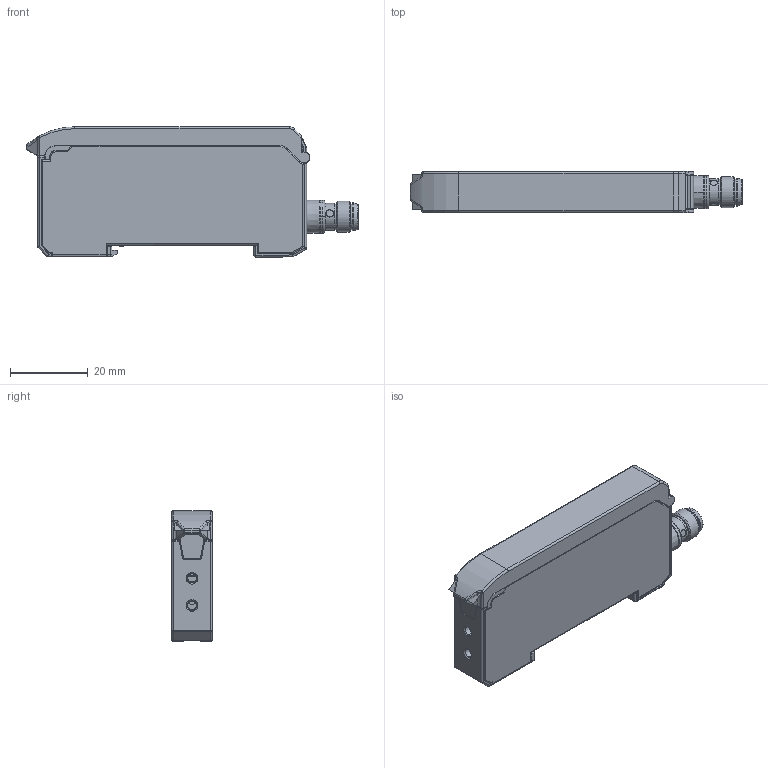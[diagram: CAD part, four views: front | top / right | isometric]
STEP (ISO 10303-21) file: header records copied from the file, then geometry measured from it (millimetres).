
FILE_DESCRIPTION(/* description */ (''),/* implementation_level */ '2;1');
FILE_NAME(/* name */ 'OLK71-XX-T4.stp',/* time_stamp */ '2021-10-06T15:32:27+02:00',/* author */ ('cf'),/* organization */ ('di-soric GmbH & Co. KG'),/* preprocessor_version */ 'ST-DEVELOPER v18.1',/* originating_system */ 'Autodesk Inventor 2021',/* authorisation */ '');
FILE_SCHEMA (('AUTOMOTIVE_DESIGN { 1 0 10303 214 3 1 1 }'));
Products named in the file (1): OLK71-XX-T4
Bounding box: 85.2 x 10.58 x 33.48 mm (x, y, z)
Volume: 360.3 mm3; surface area: 20295.7 mm2
Topology: 1 solids, 2054 shells, 2152 faces, 10799 edges, 10712 vertices
Faces by surface type: plane 1602, cylinder 377, cone 57, bspline 51, torus 42, sphere 23
Full cylindrical faces by diameter (mm): 0.8 x4, 1 x8, 2 x2, 5.7 x1, 5.8 x3, 5.81 x1, 5.811 x1, 6.4 x1, 6.6 x2, 6.9 x1, 7.2 x1, 8 x1
Entity records: 122236 total; most frequent: CARTESIAN_POINT 30444, DIRECTION 16370, ORIENTED_EDGE 11006, EDGE_CURVE 10791, VERTEX_POINT 10712, LINE 8872, VECTOR 8872, AXIS2_PLACEMENT_3D 3749
